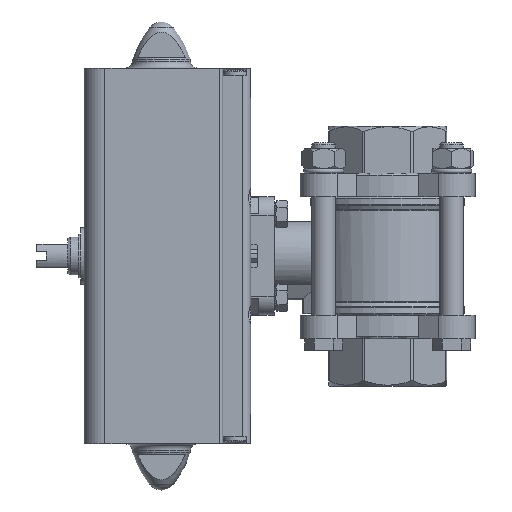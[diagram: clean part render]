
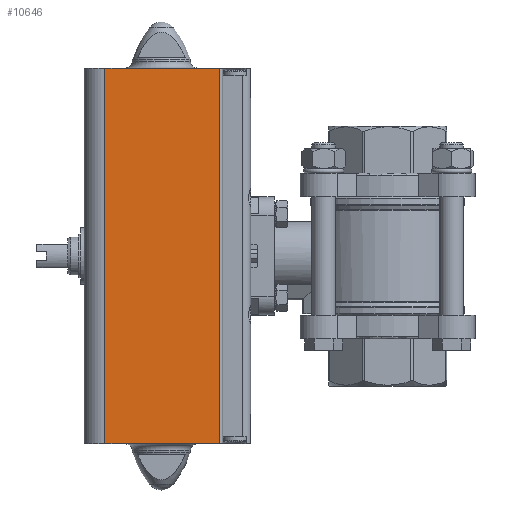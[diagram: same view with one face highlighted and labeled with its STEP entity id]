
A CAD part, left-side view. The second image highlights one B-rep face of the part: STEP entity #10646.
In plain terms, the highlighted planar face has unit normal (-1, 0, 0).
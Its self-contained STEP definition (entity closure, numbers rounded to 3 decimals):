
#3095=ORIENTED_EDGE('',*,*,#5063,.T.);
#3096=ORIENTED_EDGE('',*,*,#5064,.F.);
#3097=ORIENTED_EDGE('',*,*,#5065,.F.);
#3098=ORIENTED_EDGE('',*,*,#5066,.T.);
#5063=EDGE_CURVE('',#6200,#6201,#7036,.T.);
#5064=EDGE_CURVE('',#6202,#6201,#7037,.T.);
#5065=EDGE_CURVE('',#6203,#6202,#7038,.T.);
#5066=EDGE_CURVE('',#6203,#6200,#7039,.T.);
#6200=VERTEX_POINT('',#18200);
#6201=VERTEX_POINT('',#18201);
#6202=VERTEX_POINT('',#18203);
#6203=VERTEX_POINT('',#18205);
#7036=LINE('',#18199,#7826);
#7037=LINE('',#18202,#7827);
#7038=LINE('',#18204,#7828);
#7039=LINE('',#18206,#7829);
#7826=VECTOR('',#14154,1000.);
#7827=VECTOR('',#14155,1000.);
#7828=VECTOR('',#14156,1000.);
#7829=VECTOR('',#14157,1000.);
#8627=EDGE_LOOP('',(#3095,#3096,#3097,#3098));
#9513=FACE_BOUND('',#8627,.T.);
#10098=PLANE('',#11717);
#10646=ADVANCED_FACE('',(#9513),#10098,.F.);
#11717=AXIS2_PLACEMENT_3D('',#18198,#14152,#14153);
#14152=DIRECTION('',(1.,0.,0.));
#14153=DIRECTION('',(0.,0.,-1.));
#14154=DIRECTION('',(0.,-1.,0.));
#14155=DIRECTION('',(0.,0.,-1.));
#14156=DIRECTION('',(0.,-1.,0.));
#14157=DIRECTION('',(0.,0.,-1.));
#18198=CARTESIAN_POINT('',(-32.7,23.9,79.5));
#18199=CARTESIAN_POINT('',(-32.7,23.9,-79.5));
#18200=CARTESIAN_POINT('',(-32.7,23.9,-79.5));
#18201=CARTESIAN_POINT('',(-32.7,-24.7,-79.5));
#18202=CARTESIAN_POINT('',(-32.7,-24.7,79.5));
#18203=CARTESIAN_POINT('',(-32.7,-24.7,79.5));
#18204=CARTESIAN_POINT('',(-32.7,23.9,79.5));
#18205=CARTESIAN_POINT('',(-32.7,23.9,79.5));
#18206=CARTESIAN_POINT('',(-32.7,23.9,79.5));
